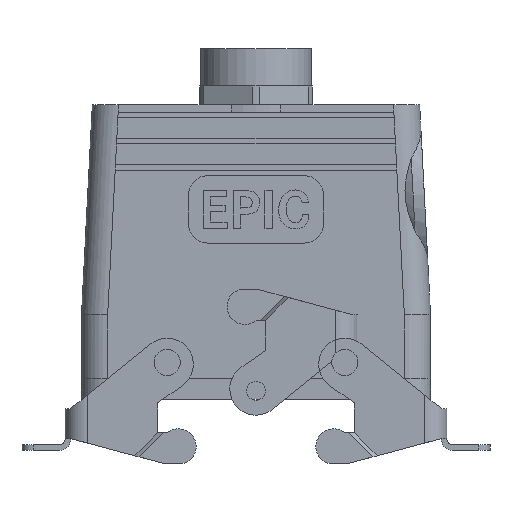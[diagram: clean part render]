
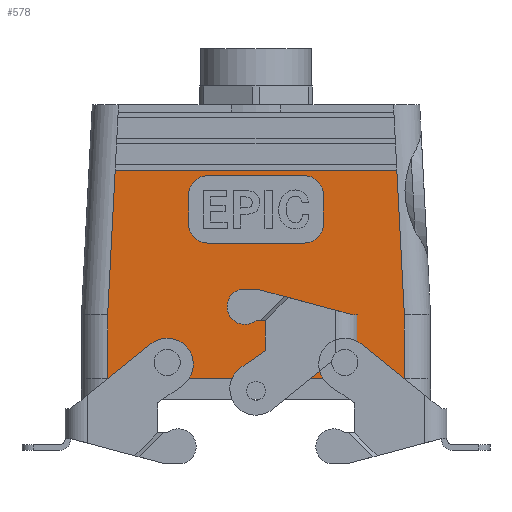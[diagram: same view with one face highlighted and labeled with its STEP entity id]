
A CAD part, front view. The second image highlights one B-rep face of the part: STEP entity #578.
In plain terms, the highlighted planar face has unit normal (0, -1, 0).
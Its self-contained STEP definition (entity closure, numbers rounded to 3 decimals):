
#578 = ADVANCED_FACE( '', ( #1266, #1267, #1268, #1269 ), #1270, .F. );
#1266 = FACE_BOUND( '', #2065, .T. );
#1267 = FACE_BOUND( '', #2066, .T. );
#1268 = FACE_OUTER_BOUND( '', #2067, .T. );
#1269 = FACE_BOUND( '', #2068, .T. );
#1270 = PLANE( '', #2069 );
#2065 = EDGE_LOOP( '', ( #3736 ) );
#2066 = EDGE_LOOP( '', ( #3737 ) );
#2067 = EDGE_LOOP( '', ( #3738, #3739, #3740, #3741, #3742, #3743 ) );
#2068 = EDGE_LOOP( '', ( #3744, #3745, #3746, #3747, #3748, #3749, #3750, #3751 ) );
#2069 = AXIS2_PLACEMENT_3D( '', #3752, #3753, #3754 );
#3736 = ORIENTED_EDGE( '', *, *, #4765, .T. );
#3737 = ORIENTED_EDGE( '', *, *, #5293, .F. );
#3738 = ORIENTED_EDGE( '', *, *, #5283, .T. );
#3739 = ORIENTED_EDGE( '', *, *, #5004, .T. );
#3740 = ORIENTED_EDGE( '', *, *, #5294, .F. );
#3741 = ORIENTED_EDGE( '', *, *, #5295, .F. );
#3742 = ORIENTED_EDGE( '', *, *, #4970, .F. );
#3743 = ORIENTED_EDGE( '', *, *, #4811, .T. );
#3744 = ORIENTED_EDGE( '', *, *, #5146, .T. );
#3745 = ORIENTED_EDGE( '', *, *, #5296, .T. );
#3746 = ORIENTED_EDGE( '', *, *, #4695, .T. );
#3747 = ORIENTED_EDGE( '', *, *, #4861, .T. );
#3748 = ORIENTED_EDGE( '', *, *, #4663, .T. );
#3749 = ORIENTED_EDGE( '', *, *, #5075, .T. );
#3750 = ORIENTED_EDGE( '', *, *, #4690, .T. );
#3751 = ORIENTED_EDGE( '', *, *, #5297, .T. );
#3752 = CARTESIAN_POINT( '', ( -46.65, -21.5, 20. ) );
#3753 = DIRECTION( '', ( 0., 1., 0. ) );
#3754 = DIRECTION( '', ( 0., 0., 1. ) );
#4663 = EDGE_CURVE( '', #5526, #5527, #5528, .T. );
#4690 = EDGE_CURVE( '', #5577, #5578, #5579, .T. );
#4695 = EDGE_CURVE( '', #5586, #5587, #5588, .T. );
#4765 = EDGE_CURVE( '', #5712, #5712, #5713, .F. );
#4811 = EDGE_CURVE( '', #5796, #5794, #5797, .F. );
#4861 = EDGE_CURVE( '', #5587, #5526, #5877, .T. );
#4970 = EDGE_CURVE( '', #5796, #6054, #6055, .T. );
#5004 = EDGE_CURVE( '', #6096, #6109, #6111, .T. );
#5075 = EDGE_CURVE( '', #5527, #5577, #6215, .T. );
#5146 = EDGE_CURVE( '', #6320, #6321, #6322, .T. );
#5283 = EDGE_CURVE( '', #5794, #6096, #6497, .T. );
#5293 = EDGE_CURVE( '', #6507, #6507, #6508, .F. );
#5294 = EDGE_CURVE( '', #6509, #6109, #6510, .T. );
#5295 = EDGE_CURVE( '', #6054, #6509, #6511, .F. );
#5296 = EDGE_CURVE( '', #6321, #5586, #6512, .T. );
#5297 = EDGE_CURVE( '', #5578, #6320, #6513, .T. );
#5526 = VERTEX_POINT( '', #6778 );
#5527 = VERTEX_POINT( '', #6779 );
#5528 = CIRCLE( '', #6780, 5. );
#5577 = VERTEX_POINT( '', #6843 );
#5578 = VERTEX_POINT( '', #6844 );
#5579 = CIRCLE( '', #6845, 5. );
#5586 = VERTEX_POINT( '', #6854 );
#5587 = VERTEX_POINT( '', #6855 );
#5588 = CIRCLE( '', #6856, 5. );
#5712 = VERTEX_POINT( '', #7028 );
#5713 = CIRCLE( '', #7029, 2.45 );
#5794 = VERTEX_POINT( '', #7144 );
#5796 = VERTEX_POINT( '', #7146 );
#5797 = LINE( '', #7147, #7148 );
#5877 = LINE( '', #7253, #7254 );
#6054 = VERTEX_POINT( '', #7593 );
#6055 = LINE( '', #7594, #7595 );
#6096 = VERTEX_POINT( '', #7652 );
#6109 = VERTEX_POINT( '', #7668 );
#6111 = LINE( '', #7670, #7671 );
#6215 = LINE( '', #7812, #7813 );
#6320 = VERTEX_POINT( '', #7955 );
#6321 = VERTEX_POINT( '', #7956 );
#6322 = CIRCLE( '', #7957, 5. );
#6497 = LINE( '', #8274, #8275 );
#6507 = VERTEX_POINT( '', #8289 );
#6508 = CIRCLE( '', #8290, 2.45 );
#6509 = VERTEX_POINT( '', #8291 );
#6510 = LINE( '', #8292, #8293 );
#6511 = LINE( '', #8294, #8295 );
#6512 = LINE( '', #8296, #8297 );
#6513 = LINE( '', #8298, #8299 );
#6778 = CARTESIAN_POINT( '', ( 18., -21.5, 44. ) );
#6779 = CARTESIAN_POINT( '', ( 13., -21.5, 39. ) );
#6780 = AXIS2_PLACEMENT_3D( '', #8657, #8658, #8659 );
#6843 = CARTESIAN_POINT( '', ( -13., -21.5, 39. ) );
#6844 = CARTESIAN_POINT( '', ( -18., -21.5, 44. ) );
#6845 = AXIS2_PLACEMENT_3D( '', #8701, #8702, #8703 );
#6854 = CARTESIAN_POINT( '', ( 13., -21.5, 57. ) );
#6855 = CARTESIAN_POINT( '', ( 18., -21.5, 52. ) );
#6856 = AXIS2_PLACEMENT_3D( '', #8709, #8710, #8711 );
#7028 = CARTESIAN_POINT( '', ( 23.75, -21.5, 9.55 ) );
#7029 = AXIS2_PLACEMENT_3D( '', #8793, #8794, #8795 );
#7144 = CARTESIAN_POINT( '', ( -39.65, -21.5, 19.819 ) );
#7146 = CARTESIAN_POINT( '', ( -37.647, -21.5, 58.5 ) );
#7147 = CARTESIAN_POINT( '', ( -39.659, -21.5, 19.638 ) );
#7148 = VECTOR( '', #8845, 1000. );
#7253 = CARTESIAN_POINT( '', ( 18., -21.5, 52. ) );
#7254 = VECTOR( '', #8908, 1000. );
#7593 = CARTESIAN_POINT( '', ( 37.647, -21.5, 58.5 ) );
#7594 = CARTESIAN_POINT( '', ( -37.647, -21.5, 58.5 ) );
#7595 = VECTOR( '', #9000, 1000. );
#7652 = CARTESIAN_POINT( '', ( -39.65, -21.5, 2.8 ) );
#7668 = CARTESIAN_POINT( '', ( 39.65, -21.5, 2.8 ) );
#7670 = CARTESIAN_POINT( '', ( -46.65, -21.5, 2.8 ) );
#7671 = VECTOR( '', #9044, 1000. );
#7812 = CARTESIAN_POINT( '', ( 13., -21.5, 39. ) );
#7813 = VECTOR( '', #9139, 1000. );
#7955 = CARTESIAN_POINT( '', ( -18., -21.5, 52. ) );
#7956 = CARTESIAN_POINT( '', ( -13., -21.5, 57. ) );
#7957 = AXIS2_PLACEMENT_3D( '', #9223, #9224, #9225 );
#8274 = CARTESIAN_POINT( '', ( -39.65, -21.5, 20. ) );
#8275 = VECTOR( '', #9338, 1000. );
#8289 = CARTESIAN_POINT( '', ( -23.75, -21.5, 9.55 ) );
#8290 = AXIS2_PLACEMENT_3D( '', #9346, #9347, #9348 );
#8291 = CARTESIAN_POINT( '', ( 39.65, -21.5, 19.819 ) );
#8292 = CARTESIAN_POINT( '', ( 39.65, -21.5, 20. ) );
#8293 = VECTOR( '', #9349, 1000. );
#8294 = CARTESIAN_POINT( '', ( 39.659, -21.5, 19.638 ) );
#8295 = VECTOR( '', #9350, 1000. );
#8296 = CARTESIAN_POINT( '', ( -13., -21.5, 57. ) );
#8297 = VECTOR( '', #9351, 1000. );
#8298 = CARTESIAN_POINT( '', ( -18., -21.5, 44. ) );
#8299 = VECTOR( '', #9352, 1000. );
#8657 = CARTESIAN_POINT( '', ( 13., -21.5, 44. ) );
#8658 = DIRECTION( '', ( 0., 1., 0. ) );
#8659 = DIRECTION( '', ( 1., 0., 0. ) );
#8701 = CARTESIAN_POINT( '', ( -13., -21.5, 44. ) );
#8702 = DIRECTION( '', ( 0., 1., 0. ) );
#8703 = DIRECTION( '', ( 1., 0., 0. ) );
#8709 = CARTESIAN_POINT( '', ( 13., -21.5, 52. ) );
#8710 = DIRECTION( '', ( 0., 1., 0. ) );
#8711 = DIRECTION( '', ( -1., 0., 0. ) );
#8793 = CARTESIAN_POINT( '', ( 23.75, -21.5, 7.1 ) );
#8794 = DIRECTION( '', ( 0., -1., 0. ) );
#8795 = DIRECTION( '', ( 0., 0., 1. ) );
#8845 = DIRECTION( '', ( 0.052, 0., 0.999 ) );
#8908 = DIRECTION( '', ( 0., 0., -1. ) );
#9000 = DIRECTION( '', ( 1., 0., 0. ) );
#9044 = DIRECTION( '', ( 1., 0., 0. ) );
#9139 = DIRECTION( '', ( -1., 0., 0. ) );
#9223 = CARTESIAN_POINT( '', ( -13., -21.5, 52. ) );
#9224 = DIRECTION( '', ( 0., 1., 0. ) );
#9225 = DIRECTION( '', ( 1., 0., 0. ) );
#9338 = DIRECTION( '', ( 0., 0., -1. ) );
#9346 = CARTESIAN_POINT( '', ( -23.75, -21.5, 7.1 ) );
#9347 = DIRECTION( '', ( 0., 1., 0. ) );
#9348 = DIRECTION( '', ( 0., 0., 1. ) );
#9349 = DIRECTION( '', ( 0., 0., -1. ) );
#9350 = DIRECTION( '', ( -0.052, 0., 0.999 ) );
#9351 = DIRECTION( '', ( 1., 0., 0. ) );
#9352 = DIRECTION( '', ( 0., 0., 1. ) );
